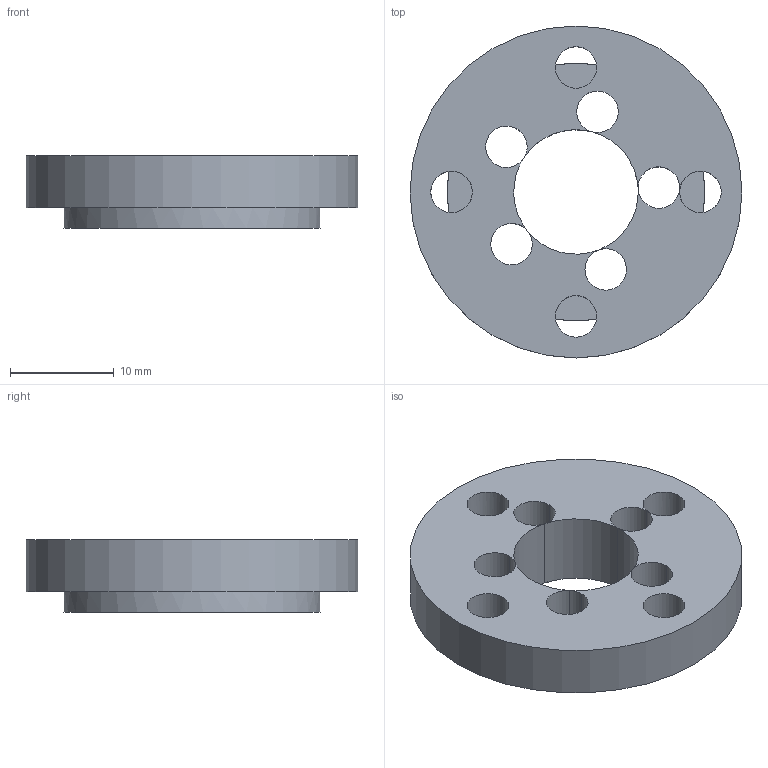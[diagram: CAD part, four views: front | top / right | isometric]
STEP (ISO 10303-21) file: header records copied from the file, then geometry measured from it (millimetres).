
FILE_DESCRIPTION(/* description */ (''),/* implementation_level */ '2;1');
FILE_NAME(/* name */ 'engine 8mm conctor v4.step',/* time_stamp */ '2024-05-28T16:34:26+02:00',/* author */ (''),/* organization */ (''),/* preprocessor_version */ 'ST-DEVELOPER v20',/* originating_system */ 'Autodesk Translation Framework v13.14.0.145',/* authorisation */ '');
FILE_SCHEMA (('AUTOMOTIVE_DESIGN { 1 0 10303 214 3 1 1 }'));
Length unit declared in the file: millimetre
Products named in the file (2): engine 8mm conctor; Connecotr_shaft_coupling
Assembly tree (1 placements, depth 2):
  engine 8mm conctor
    Connecotr_shaft_coupling
Bounding box: 32 x 32 x 7 mm (x, y, z)
Volume: 3504.5 mm3; surface area: 2830.9 mm2
Topology: 1 solids, 1 shells, 28 faces, 79 edges, 40 vertices
Faces by surface type: cylinder 21, plane 7
Full cylindrical faces by diameter (mm): 4 x4, 24.8 x1, 32 x1
Entity records: 990 total; most frequent: DIRECTION 199, ORIENTED_EDGE 158, CARTESIAN_POINT 150, AXIS2_PLACEMENT_3D 89, EDGE_CURVE 79, CIRCLE 58, VERTEX_POINT 40, EDGE_LOOP 35
